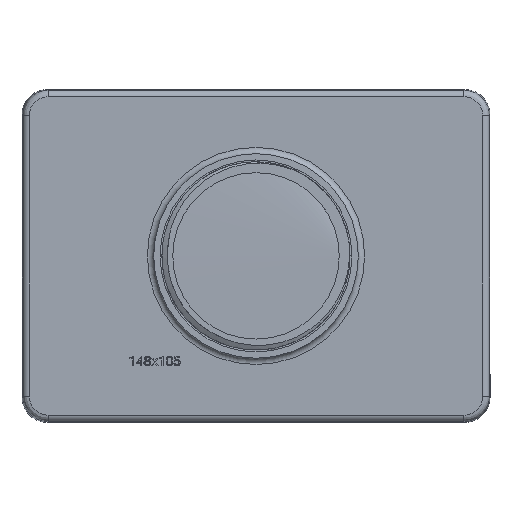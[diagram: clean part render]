
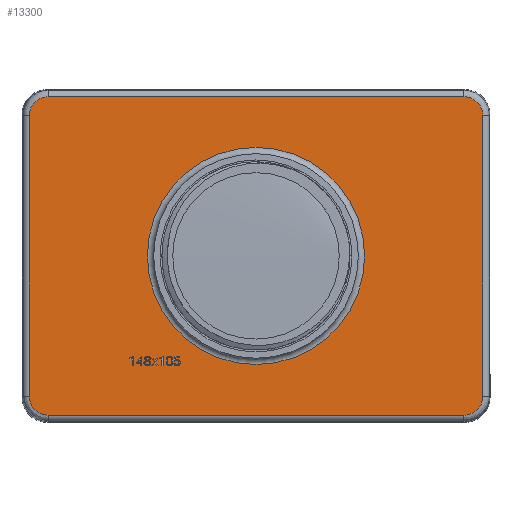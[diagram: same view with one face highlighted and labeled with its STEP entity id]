
A CAD part, top view. The second image highlights one B-rep face of the part: STEP entity #13300.
In plain terms, the highlighted planar face has unit normal (0, 0, 1).
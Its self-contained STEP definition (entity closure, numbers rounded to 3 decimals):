
#181=FACE_BOUND('',#1749,.T.);
#202=ELLIPSE('',#14088,6.007,6.);
#204=ELLIPSE('',#14093,6.007,6.);
#206=ELLIPSE('',#14098,6.007,6.);
#208=ELLIPSE('',#14102,6.007,6.);
#600=PLANE('',#14109);
#943=CIRCLE('',#14110,34.5);
#987=FACE_OUTER_BOUND('',#1748,.T.);
#1748=EDGE_LOOP('',(#9202,#9203,#9204,#9205,#9206,#9207,#9208,#9209));
#1749=EDGE_LOOP('',(#9210));
#3060=LINE('',#19509,#4387);
#3063=LINE('',#19553,#4390);
#3065=LINE('',#19594,#4392);
#3067=LINE('',#19635,#4394);
#4387=VECTOR('',#15436,10.);
#4390=VECTOR('',#15451,10.);
#4392=VECTOR('',#15463,10.);
#4394=VECTOR('',#15475,10.);
#5734=VERTEX_POINT('',#19506);
#5735=VERTEX_POINT('',#19508);
#5737=VERTEX_POINT('',#19543);
#5739=VERTEX_POINT('',#19549);
#5741=VERTEX_POINT('',#19584);
#5743=VERTEX_POINT('',#19590);
#5745=VERTEX_POINT('',#19625);
#5747=VERTEX_POINT('',#19631);
#5754=VERTEX_POINT('',#19687);
#7073=EDGE_CURVE('',#5734,#5735,#3060,.T.);
#7078=EDGE_CURVE('',#5735,#5737,#202,.T.);
#7081=EDGE_CURVE('',#5737,#5739,#3063,.T.);
#7084=EDGE_CURVE('',#5739,#5741,#204,.T.);
#7087=EDGE_CURVE('',#5741,#5743,#3065,.T.);
#7090=EDGE_CURVE('',#5743,#5745,#206,.T.);
#7093=EDGE_CURVE('',#5745,#5747,#3067,.T.);
#7095=EDGE_CURVE('',#5747,#5734,#208,.T.);
#7105=EDGE_CURVE('',#5754,#5754,#943,.T.);
#9202=ORIENTED_EDGE('',*,*,#7073,.F.);
#9203=ORIENTED_EDGE('',*,*,#7095,.F.);
#9204=ORIENTED_EDGE('',*,*,#7093,.F.);
#9205=ORIENTED_EDGE('',*,*,#7090,.F.);
#9206=ORIENTED_EDGE('',*,*,#7087,.F.);
#9207=ORIENTED_EDGE('',*,*,#7084,.F.);
#9208=ORIENTED_EDGE('',*,*,#7081,.F.);
#9209=ORIENTED_EDGE('',*,*,#7078,.F.);
#9210=ORIENTED_EDGE('',*,*,#7105,.F.);
#13300=ADVANCED_FACE('',(#987,#181),#600,.F.);
#14088=AXIS2_PLACEMENT_3D('',#19547,#15444,#15445);
#14093=AXIS2_PLACEMENT_3D('',#19588,#15456,#15457);
#14098=AXIS2_PLACEMENT_3D('',#19629,#15468,#15469);
#14102=AXIS2_PLACEMENT_3D('',#19667,#15478,#15479);
#14109=AXIS2_PLACEMENT_3D('',#19686,#15499,#15500);
#14110=AXIS2_PLACEMENT_3D('',#19688,#15501,#15502);
#15436=DIRECTION('',(1.,0.,0.));
#15444=DIRECTION('center_axis',(0.,0.,-1.));
#15445=DIRECTION('ref_axis',(0.707,0.707,0.));
#15451=DIRECTION('',(0.,-1.,0.));
#15456=DIRECTION('center_axis',(0.,0.,-1.));
#15457=DIRECTION('ref_axis',(0.707,-0.707,0.));
#15463=DIRECTION('',(-1.,0.,0.));
#15468=DIRECTION('center_axis',(0.,0.,-1.));
#15469=DIRECTION('ref_axis',(-0.707,-0.707,0.));
#15475=DIRECTION('',(0.,1.,0.));
#15478=DIRECTION('center_axis',(0.,0.,-1.));
#15479=DIRECTION('ref_axis',(-0.707,0.707,0.));
#15499=DIRECTION('center_axis',(0.,0.,-1.));
#15500=DIRECTION('ref_axis',(1.,0.,0.));
#15501=DIRECTION('center_axis',(0.,0.,1.));
#15502=DIRECTION('ref_axis',(-1.,0.,0.));
#19506=CARTESIAN_POINT('',(-66.072,50.569,-5.));
#19508=CARTESIAN_POINT('',(66.072,50.569,-5.));
#19509=CARTESIAN_POINT('',(37.,50.569,-5.));
#19543=CARTESIAN_POINT('',(72.069,44.572,-5.));
#19547=CARTESIAN_POINT('Origin',(66.065,44.565,-5.));
#19549=CARTESIAN_POINT('',(72.069,-44.572,-5.));
#19553=CARTESIAN_POINT('',(72.069,-26.25,-5.));
#19584=CARTESIAN_POINT('',(66.072,-50.569,-5.));
#19588=CARTESIAN_POINT('Origin',(66.065,-44.565,-5.));
#19590=CARTESIAN_POINT('',(-66.072,-50.569,-5.));
#19594=CARTESIAN_POINT('',(-37.,-50.569,-5.));
#19625=CARTESIAN_POINT('',(-72.069,-44.572,-5.));
#19629=CARTESIAN_POINT('Origin',(-66.065,-44.565,-5.));
#19631=CARTESIAN_POINT('',(-72.069,44.572,-5.));
#19635=CARTESIAN_POINT('',(-72.069,26.25,-5.));
#19667=CARTESIAN_POINT('Origin',(-66.065,44.565,-5.));
#19686=CARTESIAN_POINT('Origin',(0.,0.,
-5.));
#19687=CARTESIAN_POINT('',(34.5,0.,-5.));
#19688=CARTESIAN_POINT('Origin',(0.,0.,-5.));
